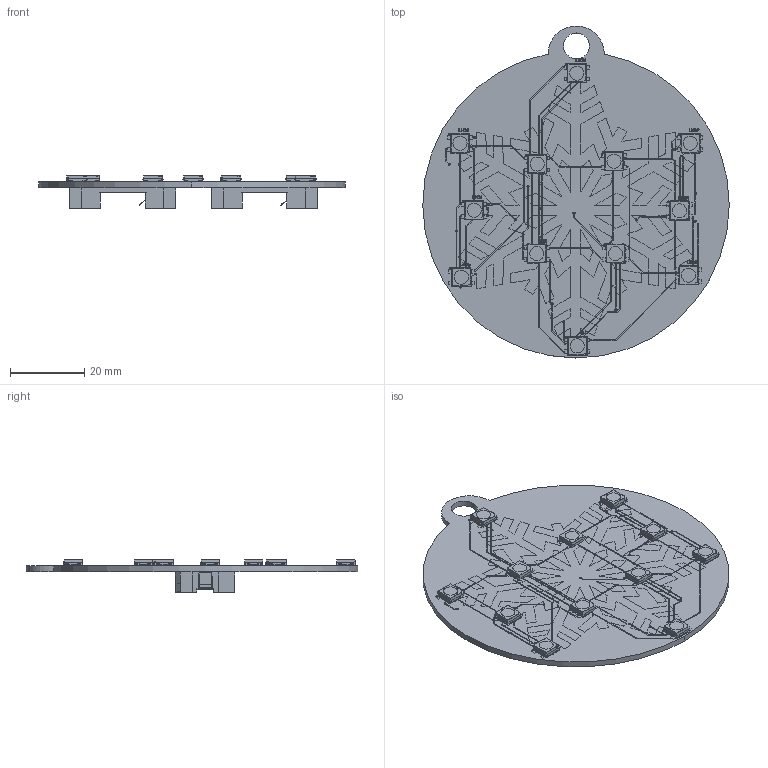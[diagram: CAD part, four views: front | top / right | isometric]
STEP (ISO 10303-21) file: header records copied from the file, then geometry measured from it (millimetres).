
FILE_DESCRIPTION(('Designed by EasyEDA Pro'),'2;1');
FILE_NAME('Open CASCADE Shape Model','2024-11-27T23:25:39',('Author'),( 'Open CASCADE'),'Open CASCADE STEP processor 7.8','Open CASCADE 7.8' ,'Unknown');
FILE_SCHEMA(('AUTOMOTIVE_DESIGN { 1 0 10303 214 1 1 1 1 }'));
Length unit declared in the file: millimetre
Products named in the file (24): PCBModel; TopTrack; BottomTrack; TopSilk; BottomSilk; Board; C557-B2; BAT-TH_CR2032-BS-6-1; SOLID; C557-B1; C557-LED2; LED-SMD_4P-L5.0-W5.0-TL-1; COMPOUND; C557-LED3; C557-LED4; C557-LED5; C557-LED6; C557-LED7; C557-LED8; C557-LED9; C557-LED10; C557-LED11; C557-LED12; C557-LED1
Assembly tree (35 placements, depth 4):
  PCBModel
    TopTrack
    BottomTrack
    TopSilk
    BottomSilk
    Board
    C557-B2
      BAT-TH_CR2032-BS-6-1
        SOLID
    C557-B1
      BAT-TH_CR2032-BS-6-1
        SOLID
    C557-LED2
      LED-SMD_4P-L5.0-W5.0-TL-1
        COMPOUND
    C557-LED3
      LED-SMD_4P-L5.0-W5.0-TL-1
        COMPOUND
    C557-LED4
      LED-SMD_4P-L5.0-W5.0-TL-1
        COMPOUND
    C557-LED5
      LED-SMD_4P-L5.0-W5.0-TL-1
        COMPOUND
    C557-LED6
      LED-SMD_4P-L5.0-W5.0-TL-1
        COMPOUND
    C557-LED7
      LED-SMD_4P-L5.0-W5.0-TL-1
        COMPOUND
    C557-LED8
      LED-SMD_4P-L5.0-W5.0-TL-1
        COMPOUND
    C557-LED9
      LED-SMD_4P-L5.0-W5.0-TL-1
        COMPOUND
    C557-LED10
      LED-SMD_4P-L5.0-W5.0-TL-1
        COMPOUND
    C557-LED11
      LED-SMD_4P-L5.0-W5.0-TL-1
        COMPOUND
    C557-LED12
      LED-SMD_4P-L5.0-W5.0-TL-1
        COMPOUND
    C557-LED1
      LED-SMD_4P-L5.0-W5.0-TL-1
        COMPOUND
Bounding box: 82.62 x 89.5 x 8.81 mm (x, y, z)
Volume: 10524.1 mm3; surface area: 18692.6 mm2
Topology: 27 solids, 163 shells, 6286 faces, 20121 edges, 14353 vertices
Faces by surface type: plane 3794, bspline 1576, cylinder 740, sphere 120, torus 48, cone 8
Entity records: 78785 total; most frequent: CARTESIAN_POINT 17854, DIRECTION 9781, ORIENTED_EDGE 9603, EDGE_CURVE 6915, VERTEX_POINT 5970, LINE 4935, VECTOR 4935, AXIS2_PLACEMENT_3D 2423
